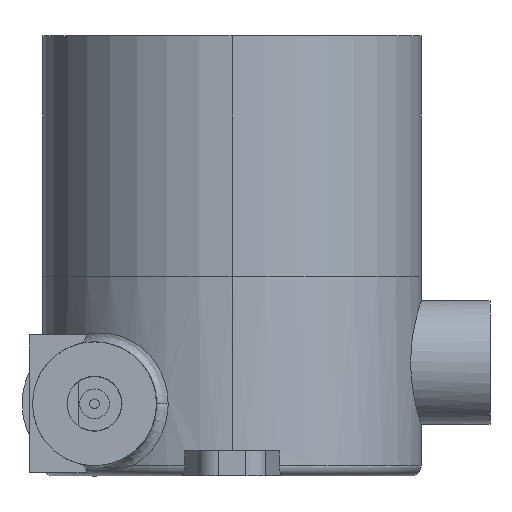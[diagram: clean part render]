
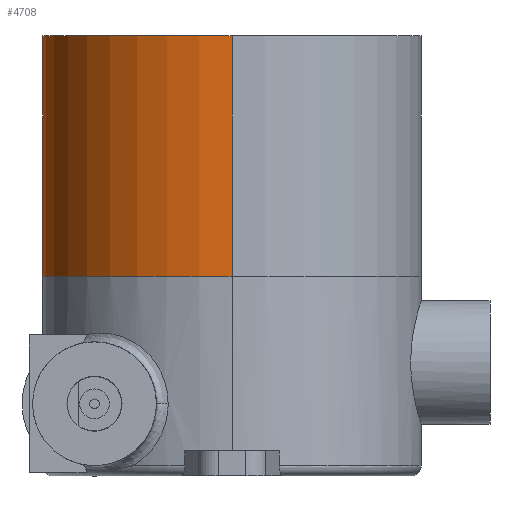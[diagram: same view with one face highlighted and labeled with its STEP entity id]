
A CAD part, front view. The second image highlights one B-rep face of the part: STEP entity #4708.
In plain terms, the highlighted cylindrical face has radius 55 mm (diameter 110 mm), a partial arc.
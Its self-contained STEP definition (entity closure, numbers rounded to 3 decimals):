
#4496=CARTESIAN_POINT('',(0.,0.,0.));
#4497=DIRECTION('',(0.,0.,1.));
#4498=DIRECTION('',(1.,0.,0.));
#4499=AXIS2_PLACEMENT_3D('',#4496,#4497,#4498);
#4516=DIRECTION('',(0.,0.,1.));
#4517=VECTOR('',#4516,70.);
#4518=CARTESIAN_POINT('',(55.,0.,0.));
#4519=LINE('',#4518,#4517);
#4520=DIRECTION('',(0.,0.,1.));
#4521=VECTOR('',#4520,70.);
#4522=CARTESIAN_POINT('',(-55.,0.,0.));
#4523=LINE('',#4522,#4521);
#4524=CARTESIAN_POINT('',(0.,0.,70.));
#4525=DIRECTION('',(0.,0.,1.));
#4526=DIRECTION('',(1.,0.,0.));
#4527=AXIS2_PLACEMENT_3D('',#4524,#4525,#4526);
#4636=CARTESIAN_POINT('',(55.,0.,0.));
#4637=CARTESIAN_POINT('',(-55.,0.,0.));
#4638=VERTEX_POINT('',#4636);
#4639=VERTEX_POINT('',#4637);
#4640=CARTESIAN_POINT('',(55.,0.,70.));
#4641=CARTESIAN_POINT('',(-55.,0.,70.));
#4642=VERTEX_POINT('',#4640);
#4643=VERTEX_POINT('',#4641);
#4694=CARTESIAN_POINT('',(0.,0.,0.));
#4695=DIRECTION('',(0.,0.,1.));
#4696=DIRECTION('',(1.,0.,0.));
#4697=AXIS2_PLACEMENT_3D('',#4694,#4695,#4696);
#4698=CYLINDRICAL_SURFACE('',#4697,55.);
#4699=ORIENTED_EDGE('',*,*,#4681,.F.);
#4701=ORIENTED_EDGE('',*,*,#4700,.T.);
#4703=ORIENTED_EDGE('',*,*,#4702,.T.);
#4705=ORIENTED_EDGE('',*,*,#4704,.F.);
#4706=EDGE_LOOP('',(#4699,#4701,#4703,#4705));
#4707=FACE_OUTER_BOUND('',#4706,.F.);
#4708=ADVANCED_FACE('',(#4707),#4698,.T.);
#4500=CIRCLE('',#4499,55.);
#4528=CIRCLE('',#4527,55.);
#4681=EDGE_CURVE('',#4638,#4639,#4500,.T.);
#4700=EDGE_CURVE('',#4638,#4642,#4519,.T.);
#4702=EDGE_CURVE('',#4642,#4643,#4528,.T.);
#4704=EDGE_CURVE('',#4639,#4643,#4523,.T.);
